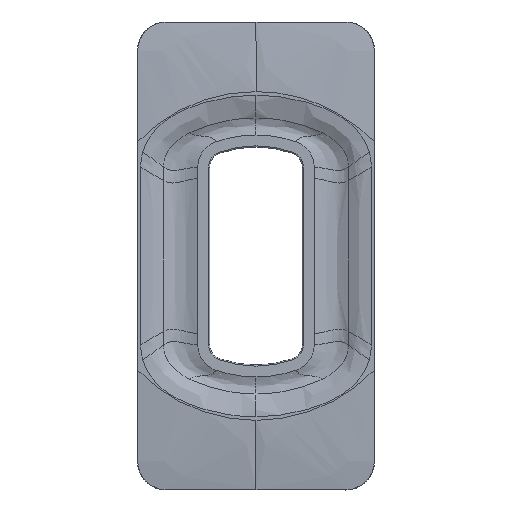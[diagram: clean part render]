
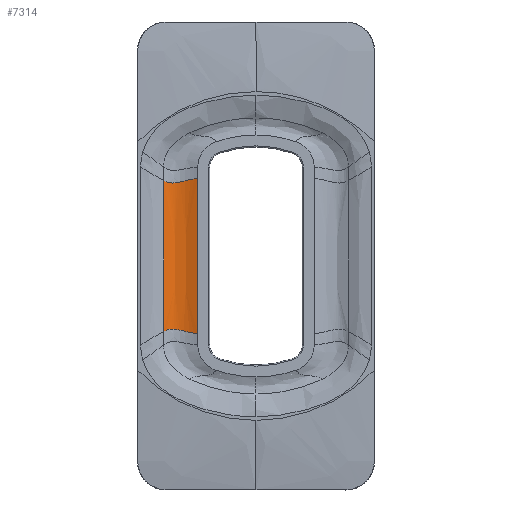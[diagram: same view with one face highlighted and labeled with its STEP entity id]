
A CAD part, top view. The second image highlights one B-rep face of the part: STEP entity #7314.
In plain terms, the highlighted free-form (B-spline) face has degree [5, 3] with [12, 4] control points.
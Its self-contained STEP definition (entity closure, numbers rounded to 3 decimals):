
#5647=CARTESIAN_POINT('Vertex',(-16.2,13.222,7.5)) ;
#5691=CARTESIAN_POINT('Vertex',(-16.2,-13.222,7.5)) ;
#5695=CARTESIAN_POINT('Control Point',(-16.2,-13.222,7.5)) ;
#5696=CARTESIAN_POINT('Control Point',(-16.2,-7.9,7.5)) ;
#5697=CARTESIAN_POINT('Control Point',(-16.2,-2.579,7.5)) ;
#5698=CARTESIAN_POINT('Control Point',(-16.2,2.579,7.5)) ;
#5699=CARTESIAN_POINT('Control Point',(-16.2,7.9,7.5)) ;
#5700=CARTESIAN_POINT('Control Point',(-16.2,13.222,7.5)) ;
#7211=CARTESIAN_POINT('Control Point',(-16.2,13.222,7.5)) ;
#7212=CARTESIAN_POINT('Control Point',(-15.124,12.554,6.826)) ;
#7213=CARTESIAN_POINT('Control Point',(-13.997,12.627,6.582)) ;
#7214=CARTESIAN_POINT('Control Point',(-12.808,13.072,6.673)) ;
#7215=CARTESIAN_POINT('Control Point',(-11.546,13.518,7.01)) ;
#7216=CARTESIAN_POINT('Control Point',(-10.2,13.595,7.5)) ;
#7217=CARTESIAN_POINT('Vertex',(-10.2,13.595,7.5)) ;
#7236=CARTESIAN_POINT('Control Point',(-16.2,13.222,7.5)) ;
#7237=CARTESIAN_POINT('Control Point',(-14.407,12.108,6.377)) ;
#7238=CARTESIAN_POINT('Control Point',(-12.443,13.467,6.684)) ;
#7239=CARTESIAN_POINT('Control Point',(-10.2,13.595,7.5)) ;
#7240=CARTESIAN_POINT('Control Point',(-16.2,11.854,7.5)) ;
#7241=CARTESIAN_POINT('Control Point',(-14.372,10.821,6.346)) ;
#7242=CARTESIAN_POINT('Control Point',(-12.444,12.136,6.683)) ;
#7243=CARTESIAN_POINT('Control Point',(-10.2,12.323,7.5)) ;
#7244=CARTESIAN_POINT('Control Point',(-16.2,10.53,7.5)) ;
#7245=CARTESIAN_POINT('Control Point',(-14.347,9.577,6.288)) ;
#7246=CARTESIAN_POINT('Control Point',(-12.452,10.797,6.68)) ;
#7247=CARTESIAN_POINT('Control Point',(-10.2,11.014,7.5)) ;
#7248=CARTESIAN_POINT('Control Point',(-16.2,6.17,7.5)) ;
#7249=CARTESIAN_POINT('Control Point',(-14.25,5.552,6.24)) ;
#7250=CARTESIAN_POINT('Control Point',(-12.448,6.323,6.682)) ;
#7251=CARTESIAN_POINT('Control Point',(-10.2,6.502,7.5)) ;
#7252=CARTESIAN_POINT('Control Point',(-16.2,2.946,7.5)) ;
#7253=CARTESIAN_POINT('Control Point',(-14.198,2.608,6.206)) ;
#7254=CARTESIAN_POINT('Control Point',(-12.451,3.012,6.681)) ;
#7255=CARTESIAN_POINT('Control Point',(-10.2,3.109,7.5)) ;
#7256=CARTESIAN_POINT('Control Point',(-16.2,-0.275,7.5)) ;
#7257=CARTESIAN_POINT('Control Point',(-14.179,-0.31,6.197)) ;
#7258=CARTESIAN_POINT('Control Point',(-12.452,-0.282,6.68)) ;
#7259=CARTESIAN_POINT('Control Point',(-10.2,-0.291,7.5)) ;
#7260=CARTESIAN_POINT('Control Point',(-16.2,-2.194,7.5)) ;
#7261=CARTESIAN_POINT('Control Point',(-14.184,-2.052,6.198)) ;
#7262=CARTESIAN_POINT('Control Point',(-12.452,-2.24,6.68)) ;
#7263=CARTESIAN_POINT('Control Point',(-10.2,-2.311,7.5)) ;
#7264=CARTESIAN_POINT('Control Point',(-16.2,-5.242,7.5)) ;
#7265=CARTESIAN_POINT('Control Point',(-14.207,-4.848,6.211)) ;
#7266=CARTESIAN_POINT('Control Point',(-12.449,-5.37,6.681)) ;
#7267=CARTESIAN_POINT('Control Point',(-10.2,-5.536,7.5)) ;
#7268=CARTESIAN_POINT('Control Point',(-16.2,-8.311,7.5)) ;
#7269=CARTESIAN_POINT('Control Point',(-14.251,-7.685,6.244)) ;
#7270=CARTESIAN_POINT('Control Point',(-12.446,-8.525,6.683)) ;
#7271=CARTESIAN_POINT('Control Point',(-10.2,-8.737,7.5)) ;
#7272=CARTESIAN_POINT('Control Point',(-16.2,-10.823,7.5)) ;
#7273=CARTESIAN_POINT('Control Point',(-14.302,-10.001,6.268)) ;
#7274=CARTESIAN_POINT('Control Point',(-12.451,-11.093,6.681)) ;
#7275=CARTESIAN_POINT('Control Point',(-10.2,-11.303,7.5)) ;
#7276=CARTESIAN_POINT('Control Point',(-16.2,-12.005,7.5)) ;
#7277=CARTESIAN_POINT('Control Point',(-14.327,-11.087,6.319)) ;
#7278=CARTESIAN_POINT('Control Point',(-12.443,-12.283,6.683)) ;
#7279=CARTESIAN_POINT('Control Point',(-10.2,-12.464,7.5)) ;
#7280=CARTESIAN_POINT('Control Point',(-16.2,-13.222,7.5)) ;
#7281=CARTESIAN_POINT('Control Point',(-14.373,-12.189,6.356)) ;
#7282=CARTESIAN_POINT('Control Point',(-12.443,-13.467,6.684)) ;
#7283=CARTESIAN_POINT('Control Point',(-10.2,-13.595,7.5)) ;
#7285=CARTESIAN_POINT('Control Point',(-16.2,-13.222,7.5)) ;
#7286=CARTESIAN_POINT('Control Point',(-15.104,-12.602,6.813)) ;
#7287=CARTESIAN_POINT('Control Point',(-13.977,-12.676,6.569)) ;
#7288=CARTESIAN_POINT('Control Point',(-12.798,-13.096,6.667)) ;
#7289=CARTESIAN_POINT('Control Point',(-11.546,-13.518,7.01)) ;
#7290=CARTESIAN_POINT('Control Point',(-10.2,-13.595,7.5)) ;
#7291=CARTESIAN_POINT('Vertex',(-10.2,-13.595,7.5)) ;
#7295=CARTESIAN_POINT('Control Point',(-10.2,-13.595,7.5)) ;
#7296=CARTESIAN_POINT('Control Point',(-10.2,-12.464,7.5)) ;
#7297=CARTESIAN_POINT('Control Point',(-10.2,-11.303,7.5)) ;
#7298=CARTESIAN_POINT('Control Point',(-10.2,-8.737,7.5)) ;
#7299=CARTESIAN_POINT('Control Point',(-10.2,-5.536,7.5)) ;
#7300=CARTESIAN_POINT('Control Point',(-10.2,-2.311,7.5)) ;
#7301=CARTESIAN_POINT('Control Point',(-10.2,-0.291,7.5)) ;
#7302=CARTESIAN_POINT('Control Point',(-10.2,3.109,7.5)) ;
#7303=CARTESIAN_POINT('Control Point',(-10.2,6.502,7.5)) ;
#7304=CARTESIAN_POINT('Control Point',(-10.2,11.014,7.5)) ;
#7305=CARTESIAN_POINT('Control Point',(-10.2,12.323,7.5)) ;
#7306=CARTESIAN_POINT('Control Point',(-10.2,13.595,7.5)) ;
#7309=ORIENTED_EDGE('',*,*,#5701,.F.) ;
#7310=ORIENTED_EDGE('',*,*,#7293,.T.) ;
#7311=ORIENTED_EDGE('',*,*,#7307,.T.) ;
#7312=ORIENTED_EDGE('',*,*,#7219,.F.) ;
#7314=ADVANCED_FACE('Corps de plaque1/2P Niv1',(#7313),#7235,.T.) ;
#5694=B_SPLINE_CURVE_WITH_KNOTS('',5,(#5695,#5696,#5697,#5698,#5699,#5700),.UNSPECIFIED.,.F.,.U.,(6,6),(-14.393,14.393),.UNSPECIFIED.) ;
#7210=B_SPLINE_CURVE_WITH_KNOTS('',5,(#7211,#7212,#7213,#7214,#7215,#7216),.UNSPECIFIED.,.F.,.U.,(6,6),(0.,3.798),.UNSPECIFIED.) ;
#7284=B_SPLINE_CURVE_WITH_KNOTS('',5,(#7285,#7286,#7287,#7288,#7289,#7290),.UNSPECIFIED.,.F.,.U.,(6,6),(0.,3.798),.UNSPECIFIED.) ;
#7294=B_SPLINE_CURVE_WITH_KNOTS('',5,(#7295,#7296,#7297,#7298,#7299,#7300,#7301,#7302,#7303,#7304,#7305,#7306),.UNSPECIFIED.,.F.,.U.,(6,3,3,6),(-10.947,-5.147,4.369,10.947),.UNSPECIFIED.) ;
#7235=B_SPLINE_SURFACE_WITH_KNOTS('',5,3,((#7236,#7237,#7238,#7239),(#7240,#7241,#7242,#7243),(#7244,#7245,#7246,#7247),(#7248,#7249,#7250,#7251),(#7252,#7253,#7254,#7255),(#7256,#7257,#7258,#7259),(#7260,#7261,#7262,#7263),(#7264,#7265,#7266,#7267),(#7268,#7269,#7270,#7271),(#7272,#7273,#7274,#7275),(#7276,#7277,#7278,#7279),(#7280,#7281,#7282,#7283)),.UNSPECIFIED.,.F.,.F.,.U.,(6,3,3,6),(4,4),(0.,6.577,16.094,21.893),(0.,3.798),.UNSPECIFIED.) ;
#5701=EDGE_CURVE('',#5692,#5648,#5694,.T.) ;
#7219=EDGE_CURVE('',#5648,#7218,#7210,.T.) ;
#7293=EDGE_CURVE('',#5692,#7292,#7284,.T.) ;
#7307=EDGE_CURVE('',#7292,#7218,#7294,.T.) ;
#7308=EDGE_LOOP('',(#7309,#7310,#7311,#7312)) ;
#7313=FACE_OUTER_BOUND('',#7308,.T.) ;
#5648=VERTEX_POINT('',#5647) ;
#5692=VERTEX_POINT('',#5691) ;
#7218=VERTEX_POINT('',#7217) ;
#7292=VERTEX_POINT('',#7291) ;
